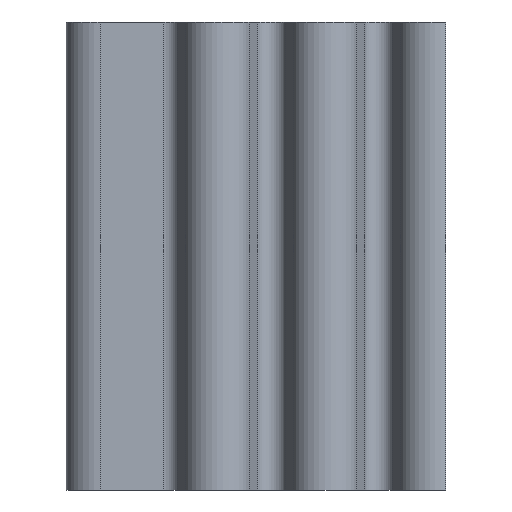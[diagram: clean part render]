
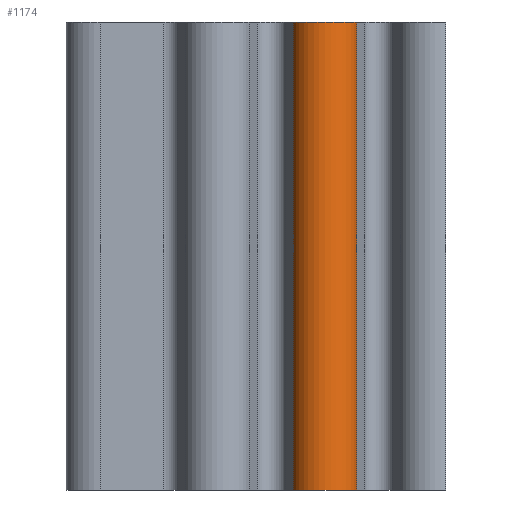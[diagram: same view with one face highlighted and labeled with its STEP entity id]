
A CAD part, left-side view. The second image highlights one B-rep face of the part: STEP entity #1174.
In plain terms, the highlighted cylindrical face has radius 2.7 mm (diameter 5.4 mm), a partial arc.
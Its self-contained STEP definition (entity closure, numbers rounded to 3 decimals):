
#27=CIRCLE('',#1269,2.7);
#28=CIRCLE('',#1270,2.7);
#81=CYLINDRICAL_SURFACE('',#1268,2.7);
#118=FACE_OUTER_BOUND('',#180,.T.);
#180=EDGE_LOOP('',(#821,#822,#823,#824));
#256=LINE('',#1812,#376);
#257=LINE('',#1818,#377);
#376=VECTOR('',#1444,10.);
#377=VECTOR('',#1451,10.);
#495=VERTEX_POINT('',#1808);
#496=VERTEX_POINT('',#1810);
#497=VERTEX_POINT('',#1814);
#498=VERTEX_POINT('',#1816);
#628=EDGE_CURVE('',#495,#496,#256,.T.);
#629=EDGE_CURVE('',#497,#495,#27,.T.);
#630=EDGE_CURVE('',#498,#496,#28,.T.);
#631=EDGE_CURVE('',#497,#498,#257,.T.);
#821=ORIENTED_EDGE('',*,*,#629,.T.);
#822=ORIENTED_EDGE('',*,*,#628,.T.);
#823=ORIENTED_EDGE('',*,*,#630,.F.);
#824=ORIENTED_EDGE('',*,*,#631,.F.);
#1174=ADVANCED_FACE('',(#118),#81,.T.);
#1268=AXIS2_PLACEMENT_3D('',#1813,#1445,#1446);
#1269=AXIS2_PLACEMENT_3D('',#1815,#1447,#1448);
#1270=AXIS2_PLACEMENT_3D('',#1817,#1449,#1450);
#1444=DIRECTION('',(0.,0.,1.));
#1445=DIRECTION('center_axis',(0.,0.,1.));
#1446=DIRECTION('ref_axis',(-0.376,0.927,0.));
#1447=DIRECTION('center_axis',(0.,0.,1.));
#1448=DIRECTION('ref_axis',(-0.376,0.927,0.));
#1449=DIRECTION('center_axis',(0.,0.,1.));
#1450=DIRECTION('ref_axis',(-0.376,0.927,0.));
#1451=DIRECTION('',(0.,0.,1.));
#1808=CARTESIAN_POINT('',(-14.655,104.729,0.));
#1810=CARTESIAN_POINT('',(-14.655,104.729,37.));
#1812=CARTESIAN_POINT('',(-14.655,104.729,0.));
#1813=CARTESIAN_POINT('Origin',(-13.639,107.231,0.));
#1814=CARTESIAN_POINT('',(-14.655,109.732,0.));
#1815=CARTESIAN_POINT('Origin',(-13.639,107.231,0.));
#1816=CARTESIAN_POINT('',(-14.655,109.732,37.));
#1817=CARTESIAN_POINT('Origin',(-13.639,107.231,37.));
#1818=CARTESIAN_POINT('',(-14.655,109.732,0.));
